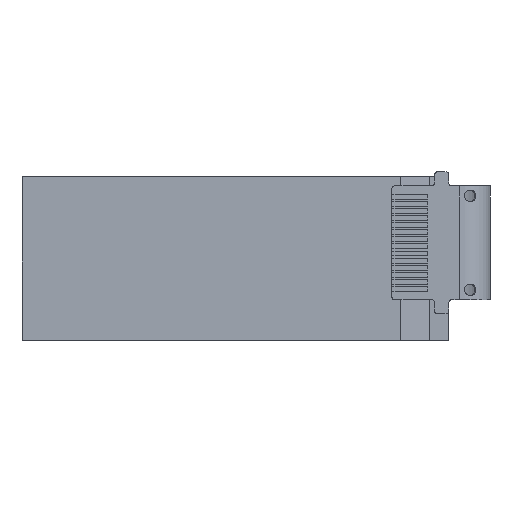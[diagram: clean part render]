
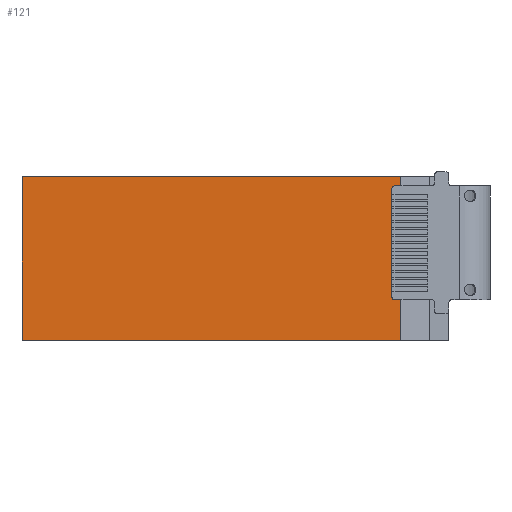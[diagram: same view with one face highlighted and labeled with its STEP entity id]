
A CAD part, front view. The second image highlights one B-rep face of the part: STEP entity #121.
In plain terms, the highlighted planar face has unit normal (0, -1, 0).
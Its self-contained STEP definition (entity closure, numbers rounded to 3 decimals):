
#121 = ADVANCED_FACE ( 'NONE', ( #3470 ), #1654, .T. ) ;
#143 = EDGE_LOOP ( 'NONE', ( #2109, #5656, #1694, #1231 ) ) ;
#527 = DIRECTION ( 'NONE',  ( 0., -1., 0. ) ) ;
#961 = AXIS2_PLACEMENT_3D ( 'NONE', #1735, #527, #5437 ) ;
#1231 = ORIENTED_EDGE ( 'NONE', *, *, #2769, .T. ) ;
#1552 = VERTEX_POINT ( 'NONE', #7529 ) ;
#1654 = PLANE ( 'NONE',  #961 ) ;
#1694 = ORIENTED_EDGE ( 'NONE', *, *, #5226, .T. ) ;
#1703 = EDGE_CURVE ( 'NONE', #4781, #2126, #4672, .T. ) ;
#1735 = CARTESIAN_POINT ( 'NONE',  ( 0., -0.65, 0. ) ) ;
#1787 = CARTESIAN_POINT ( 'NONE',  ( -15., -0.65, -5.75 ) ) ;
#1959 = CARTESIAN_POINT ( 'NONE',  ( 11.6, -0.65, 5.75 ) ) ;
#2080 = CARTESIAN_POINT ( 'NONE',  ( -15., -0.65, -5.75 ) ) ;
#2109 = ORIENTED_EDGE ( 'NONE', *, *, #7096, .T. ) ;
#2126 = VERTEX_POINT ( 'NONE', #2080 ) ;
#2516 = VECTOR ( 'NONE', #2699, 1000. ) ;
#2699 = DIRECTION ( 'NONE',  ( 0., 0., 1. ) ) ;
#2769 = EDGE_CURVE ( 'NONE', #6467, #1552, #6952, .T. ) ;
#2826 = DIRECTION ( 'NONE',  ( 0., 0., -1. ) ) ;
#3470 = FACE_OUTER_BOUND ( 'NONE', #143, .T. ) ;
#3614 = CARTESIAN_POINT ( 'NONE',  ( 11.6, -0.65, -5.75 ) ) ;
#4123 = CARTESIAN_POINT ( 'NONE',  ( -15., -0.65, 5.75 ) ) ;
#4290 = VECTOR ( 'NONE', #5442, 1000. ) ;
#4672 = LINE ( 'NONE', #7780, #7122 ) ;
#4781 = VERTEX_POINT ( 'NONE', #4123 ) ;
#5226 = EDGE_CURVE ( 'NONE', #2126, #6467, #8093, .T. ) ;
#5231 = VECTOR ( 'NONE', #6914, 1000. ) ;
#5437 = DIRECTION ( 'NONE',  ( 0., 0., -1. ) ) ;
#5442 = DIRECTION ( 'NONE',  ( 1., 0., 0. ) ) ;
#5656 = ORIENTED_EDGE ( 'NONE', *, *, #1703, .T. ) ;
#6445 = CARTESIAN_POINT ( 'NONE',  ( 11.6, -0.65, -5.75 ) ) ;
#6467 = VERTEX_POINT ( 'NONE', #3614 ) ;
#6820 = LINE ( 'NONE', #1959, #5231 ) ;
#6914 = DIRECTION ( 'NONE',  ( -1., 0., 0. ) ) ;
#6952 = LINE ( 'NONE', #6445, #2516 ) ;
#7096 = EDGE_CURVE ( 'NONE', #1552, #4781, #6820, .T. ) ;
#7122 = VECTOR ( 'NONE', #2826, 1000. ) ;
#7529 = CARTESIAN_POINT ( 'NONE',  ( 11.6, -0.65, 5.75 ) ) ;
#7780 = CARTESIAN_POINT ( 'NONE',  ( -15., -0.65, 5.75 ) ) ;
#8093 = LINE ( 'NONE', #1787, #4290 ) ;
